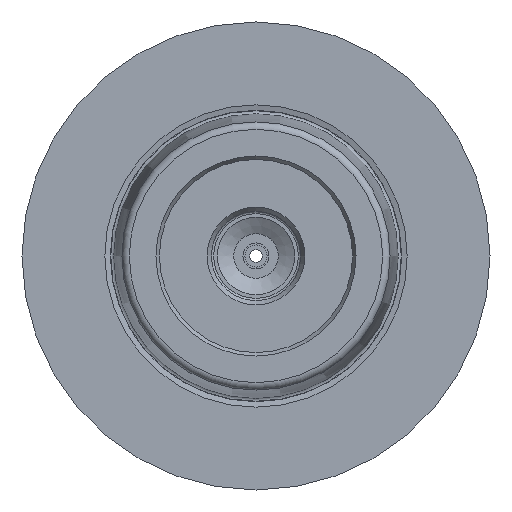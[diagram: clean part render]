
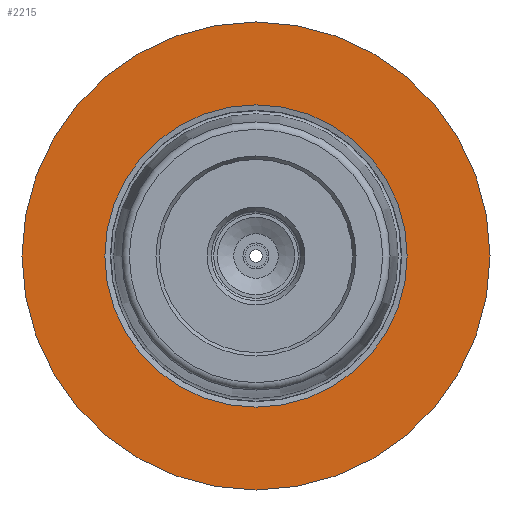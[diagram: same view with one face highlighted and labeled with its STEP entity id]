
A CAD part, left-side view. The second image highlights one B-rep face of the part: STEP entity #2215.
In plain terms, the highlighted planar face has unit normal (-1, 0, 0).
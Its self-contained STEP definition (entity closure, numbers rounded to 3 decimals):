
#516=CARTESIAN_POINT('',(0.,31.5,0.0));
#517=VERTEX_POINT('',#516);
#518=CARTESIAN_POINT('',(0.,0.0,0.0));
#519=DIRECTION('',(1.0,0.0,0.0));
#520=DIRECTION('',(0.0,1.0,0.0));
#521=AXIS2_PLACEMENT_3D('',#518,#519,#520);
#522=CIRCLE('',#521,31.5);
#523=EDGE_CURVE('',#517,#517,#522,.T.);
#2189=CARTESIAN_POINT('',(0.,20.35,0.0));
#2190=VERTEX_POINT('',#2189);
#2191=CARTESIAN_POINT('',(0.,0.0,0.0));
#2192=DIRECTION('',(1.0,0.0,0.0));
#2193=DIRECTION('',(0.0,1.0,0.0));
#2194=AXIS2_PLACEMENT_3D('',#2191,#2192,#2193);
#2195=CIRCLE('',#2194,20.35);
#2196=EDGE_CURVE('',#2190,#2190,#2195,.T.);
#2204=CARTESIAN_POINT('',(0.,25.925,0.0));
#2205=DIRECTION('',(-1.0,0.0,0.0));
#2206=DIRECTION('',(0.0,0.0,1.0));
#2207=AXIS2_PLACEMENT_3D('',#2204,#2205,#2206);
#2208=PLANE('',#2207);
#2209=ORIENTED_EDGE('',*,*,#523,.F.);
#2210=EDGE_LOOP('',(#2209));
#2211=FACE_OUTER_BOUND('',#2210,.T.);
#2212=ORIENTED_EDGE('',*,*,#2196,.T.);
#2213=EDGE_LOOP('',(#2212));
#2214=FACE_BOUND('',#2213,.T.);
#2215=ADVANCED_FACE('',(#2211,#2214),#2208,.T.);
